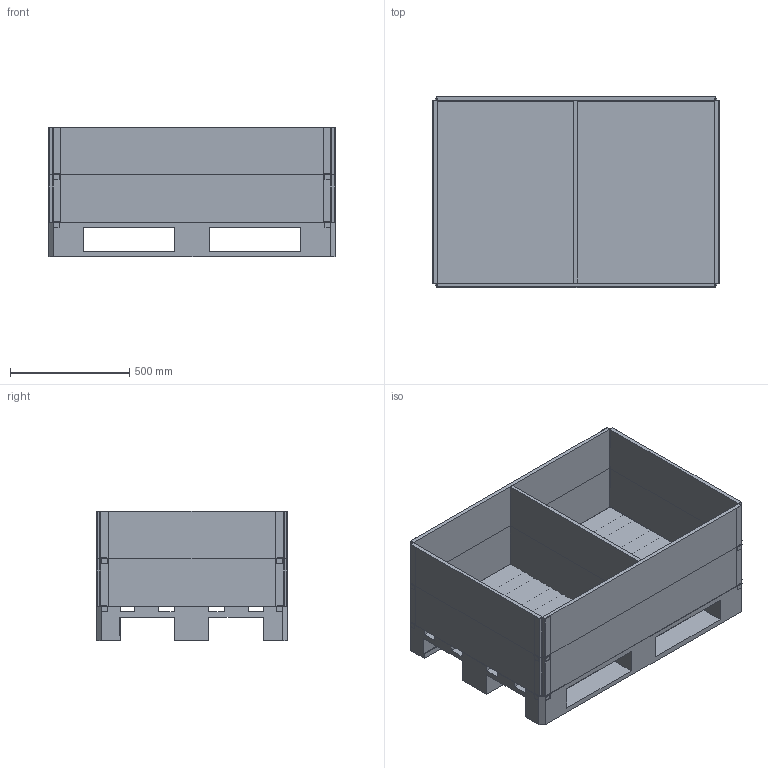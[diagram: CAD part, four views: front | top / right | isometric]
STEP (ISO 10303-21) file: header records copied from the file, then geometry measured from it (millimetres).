
FILE_DESCRIPTION(('FreeCAD Model'),'2;1');
FILE_NAME('Open CASCADE Shape Model','2025-04-02T13:29:05',(''),(''), 'Open CASCADE STEP processor 7.8','FreeCAD','Unknown');
FILE_SCHEMA(('AUTOMOTIVE_DESIGN { 1 0 10303 214 1 1 1 1 }'));
Length unit declared in the file: millimetre
Products named in the file (22): Unnamed1; Body; 2_Collars009; 2_Collars010; 2_Collars011; 2_Collars012; 2_Collars013; 2_Collars014; 2_Collars015; 2_Collars016; 2_Collars018; 2_Collars001; 2_Collars002; 2_Collars003; 2_Collars004; 2_Collars005; 2_Collars006; 2_Collars007; 2_Collars008; 2_Collars019; 2_Collars017; Pallet
Assembly tree (21 placements, depth 3):
  Unnamed1
    Body
    2_Collars009
    2_Collars010
    2_Collars011
    2_Collars012
    2_Collars013
    2_Collars014
    2_Collars015
    2_Collars016
    2_Collars018
    2_Collars001
    2_Collars002
    2_Collars003
    2_Collars004
    2_Collars005
    2_Collars006
    2_Collars007
    2_Collars008
    2_Collars019
    2_Collars017
      Pallet
Bounding box: 1204 x 804 x 544 mm (x, y, z)
Volume: 76153820.4 mm3; surface area: 9172043.2 mm2
Topology: 20 solids, 20 shells, 437 faces, 1199 edges, 778 vertices
Faces by surface type: plane 341, cylinder 96
Entity records: 14282 total; most frequent: CARTESIAN_POINT 2436, ORIENTED_EDGE 2398, DIRECTION 2309, EDGE_CURVE 1199, LINE 1007, VECTOR 1007, VERTEX_POINT 778, AXIS2_PLACEMENT_3D 651
